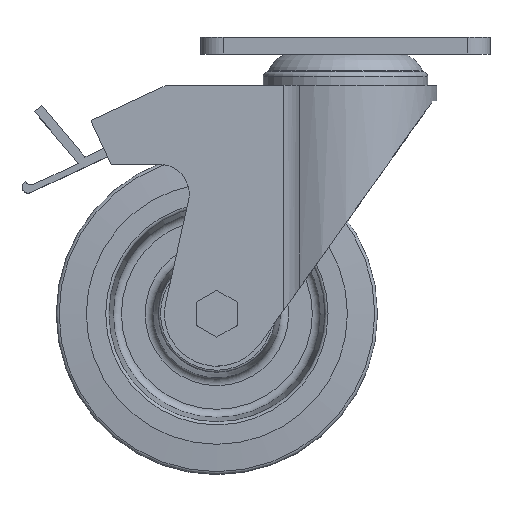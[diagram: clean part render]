
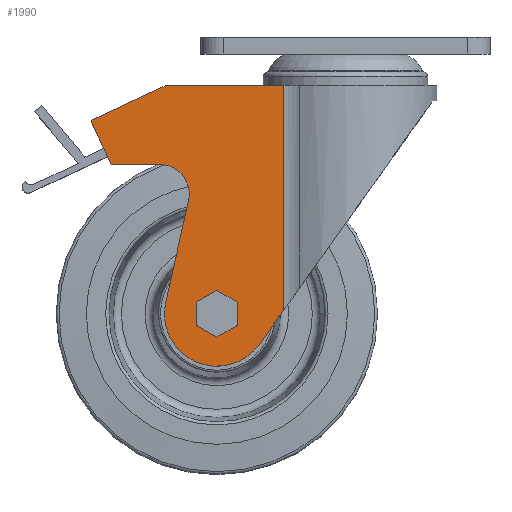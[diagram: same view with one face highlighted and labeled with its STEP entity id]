
A CAD part, top view. The second image highlights one B-rep face of the part: STEP entity #1990.
In plain terms, the highlighted planar face has unit normal (0, 0, 1).
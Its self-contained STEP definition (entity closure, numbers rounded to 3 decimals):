
#55=LINE('',#3016,#240);
#56=LINE('',#3018,#241);
#57=LINE('',#3021,#242);
#58=LINE('',#3023,#243);
#59=LINE('',#3025,#244);
#60=LINE('',#3027,#245);
#61=LINE('',#3029,#246);
#62=LINE('',#3030,#247);
#63=LINE('',#3032,#248);
#64=LINE('',#3034,#249);
#65=LINE('',#3038,#250);
#66=LINE('',#3042,#251);
#67=LINE('',#3044,#252);
#68=LINE('',#3046,#253);
#240=VECTOR('',#2387,1000.);
#241=VECTOR('',#2390,1000.);
#242=VECTOR('',#2391,1000.);
#243=VECTOR('',#2392,1000.);
#244=VECTOR('',#2393,1000.);
#245=VECTOR('',#2394,1000.);
#246=VECTOR('',#2395,1000.);
#247=VECTOR('',#2396,1000.);
#248=VECTOR('',#2397,1000.);
#249=VECTOR('',#2398,1000.);
#250=VECTOR('',#2401,1000.);
#251=VECTOR('',#2404,1000.);
#252=VECTOR('',#2405,1000.);
#253=VECTOR('',#2406,1000.);
#407=PLANE('',#2133);
#542=ORIENTED_EDGE('',*,*,#1094,.F.);
#543=ORIENTED_EDGE('',*,*,#1095,.F.);
#544=ORIENTED_EDGE('',*,*,#1096,.F.);
#545=ORIENTED_EDGE('',*,*,#1097,.F.);
#546=ORIENTED_EDGE('',*,*,#1098,.F.);
#547=ORIENTED_EDGE('',*,*,#1099,.F.);
#548=ORIENTED_EDGE('',*,*,#1100,.F.);
#549=ORIENTED_EDGE('',*,*,#1093,.F.);
#550=ORIENTED_EDGE('',*,*,#1101,.F.);
#551=ORIENTED_EDGE('',*,*,#1102,.F.);
#552=ORIENTED_EDGE('',*,*,#1103,.T.);
#553=ORIENTED_EDGE('',*,*,#1104,.F.);
#554=ORIENTED_EDGE('',*,*,#1105,.F.);
#555=ORIENTED_EDGE('',*,*,#1106,.F.);
#556=ORIENTED_EDGE('',*,*,#1107,.T.);
#557=ORIENTED_EDGE('',*,*,#1108,.F.);
#1093=EDGE_CURVE('',#1368,#1367,#55,.T.);
#1094=EDGE_CURVE('',#1369,#1370,#56,.T.);
#1095=EDGE_CURVE('',#1371,#1369,#57,.T.);
#1096=EDGE_CURVE('',#1372,#1371,#58,.T.);
#1097=EDGE_CURVE('',#1373,#1372,#59,.T.);
#1098=EDGE_CURVE('',#1374,#1373,#60,.T.);
#1099=EDGE_CURVE('',#1370,#1374,#61,.T.);
#1100=EDGE_CURVE('',#1367,#1375,#62,.T.);
#1101=EDGE_CURVE('',#1376,#1368,#63,.T.);
#1102=EDGE_CURVE('',#1377,#1376,#64,.T.);
#1103=EDGE_CURVE('',#1377,#1378,#1549,.F.);
#1104=EDGE_CURVE('',#1379,#1378,#65,.T.);
#1105=EDGE_CURVE('',#1380,#1379,#1550,.F.);
#1106=EDGE_CURVE('',#1381,#1380,#66,.T.);
#1107=EDGE_CURVE('',#1381,#1382,#67,.T.);
#1108=EDGE_CURVE('',#1375,#1382,#68,.T.);
#1367=VERTEX_POINT('',#3013);
#1368=VERTEX_POINT('',#3015);
#1369=VERTEX_POINT('',#3019);
#1370=VERTEX_POINT('',#3020);
#1371=VERTEX_POINT('',#3022);
#1372=VERTEX_POINT('',#3024);
#1373=VERTEX_POINT('',#3026);
#1374=VERTEX_POINT('',#3028);
#1375=VERTEX_POINT('',#3031);
#1376=VERTEX_POINT('',#3033);
#1377=VERTEX_POINT('',#3035);
#1378=VERTEX_POINT('',#3037);
#1379=VERTEX_POINT('',#3039);
#1380=VERTEX_POINT('',#3041);
#1381=VERTEX_POINT('',#3043);
#1382=VERTEX_POINT('',#3045);
#1549=CIRCLE('',#2134,9.3);
#1550=CIRCLE('',#2135,16.32);
#1638=EDGE_LOOP('',(#542,#543,#544,#545,#546,#547));
#1639=EDGE_LOOP('',(#548,#549,#550,#551,#552,#553,#554,#555,#556,#557));
#1809=FACE_BOUND('',#1638,.T.);
#1810=FACE_BOUND('',#1639,.T.);
#1990=ADVANCED_FACE('',(#1809,#1810),#407,.T.);
#2133=AXIS2_PLACEMENT_3D('',#3017,#2388,#2389);
#2134=AXIS2_PLACEMENT_3D('',#3036,#2399,#2400);
#2135=AXIS2_PLACEMENT_3D('',#3040,#2402,#2403);
#2387=DIRECTION('',(0.,1.,0.));
#2388=DIRECTION('',(0.,0.,1.));
#2389=DIRECTION('',(1.,0.,0.));
#2390=DIRECTION('',(0.,-1.,0.));
#2391=DIRECTION('',(-0.866,-0.5,0.));
#2392=DIRECTION('',(-0.866,0.5,0.));
#2393=DIRECTION('',(0.,1.,0.));
#2394=DIRECTION('',(0.866,0.5,0.));
#2395=DIRECTION('',(0.866,-0.5,0.));
#2396=DIRECTION('',(0.906,0.423,0.));
#2397=DIRECTION('',(-0.423,0.906,0.));
#2398=DIRECTION('',(-1.,0.,0.));
#2399=DIRECTION('',(0.,0.,1.));
#2400=DIRECTION('',(1.,0.,0.));
#2401=DIRECTION('',(0.219,0.976,0.));
#2402=DIRECTION('',(0.,0.,1.));
#2403=DIRECTION('',(1.,0.,0.));
#2404=DIRECTION('',(-0.58,-0.815,0.));
#2405=DIRECTION('',(0.,1.,0.));
#2406=DIRECTION('',(1.,0.,0.));
#3013=CARTESIAN_POINT('',(-39.15,60.192,23.36));
#3015=CARTESIAN_POINT('',(-39.15,59.931,23.36));
#3016=CARTESIAN_POINT('',(-39.15,-17.354,23.36));
#3017=CARTESIAN_POINT('',(-39.15,-17.354,23.36));
#3018=CARTESIAN_POINT('',(-6.3,-17.354,23.36));
#3019=CARTESIAN_POINT('',(-6.3,3.637,23.36));
#3020=CARTESIAN_POINT('',(-6.3,-3.637,23.36));
#3021=CARTESIAN_POINT('',(-40.027,-15.835,23.36));
#3022=CARTESIAN_POINT('',(0.,7.275,23.36));
#3023=CARTESIAN_POINT('',(-18.698,18.07,23.36));
#3024=CARTESIAN_POINT('',(6.3,3.637,23.36));
#3025=CARTESIAN_POINT('',(6.3,-17.354,23.36));
#3026=CARTESIAN_POINT('',(6.3,-3.637,23.36));
#3027=CARTESIAN_POINT('',(-33.727,-26.747,23.36));
#3028=CARTESIAN_POINT('',(0.,-7.275,23.36));
#3029=CARTESIAN_POINT('',(-24.998,7.158,23.36));
#3030=CARTESIAN_POINT('',(-68.852,46.342,23.36));
#3031=CARTESIAN_POINT('',(-15.821,71.07,23.36));
#3032=CARTESIAN_POINT('',(-9.548,-3.55,23.36));
#3033=CARTESIAN_POINT('',(-32.887,46.5,23.36));
#3034=CARTESIAN_POINT('',(-39.15,46.5,23.36));
#3035=CARTESIAN_POINT('',(-17.891,46.5,23.36));
#3036=CARTESIAN_POINT('',(-17.891,37.2,23.36));
#3037=CARTESIAN_POINT('',(-8.818,35.159,23.36));
#3038=CARTESIAN_POINT('',(-21.524,-21.319,23.36));
#3039=CARTESIAN_POINT('',(-15.922,3.582,23.36));
#3040=CARTESIAN_POINT('',(0.,0.,23.36));
#3041=CARTESIAN_POINT('',(13.297,-9.462,23.36));
#3042=CARTESIAN_POINT('',(-8.06,-39.476,23.36));
#3043=CARTESIAN_POINT('',(20.889,1.207,23.36));
#3044=CARTESIAN_POINT('',(20.889,-17.354,23.36));
#3045=CARTESIAN_POINT('',(20.889,71.07,23.36));
#3046=CARTESIAN_POINT('',(-39.15,71.07,23.36));
